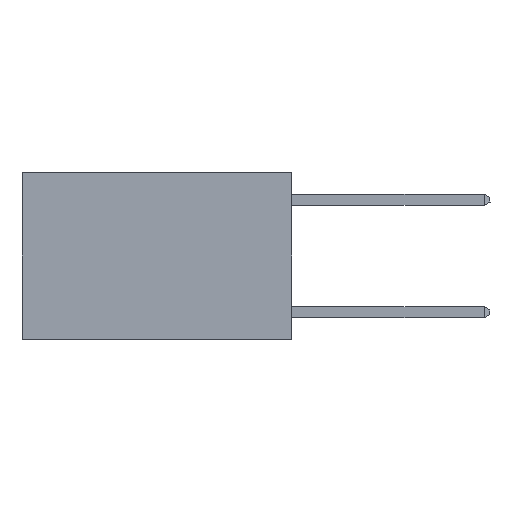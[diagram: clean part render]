
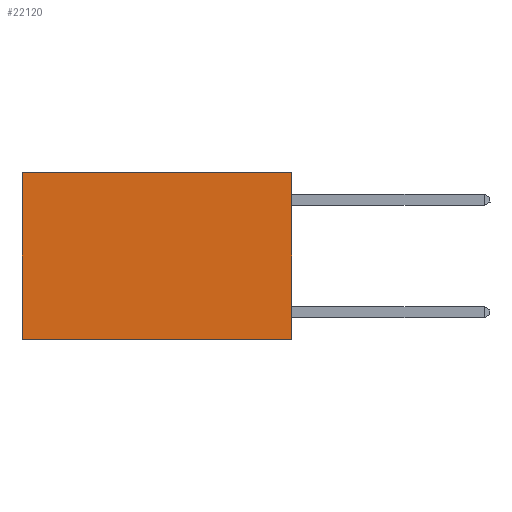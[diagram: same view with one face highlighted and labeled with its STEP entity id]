
A CAD part, left-side view. The second image highlights one B-rep face of the part: STEP entity #22120.
In plain terms, the highlighted planar face has unit normal (-1, 0, 0).
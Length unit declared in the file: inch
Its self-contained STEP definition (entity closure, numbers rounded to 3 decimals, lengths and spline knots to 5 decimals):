
#1354 = EDGE_CURVE ( 'NONE', #22654, #1992, #18063, .T. ) ;
#1992 = VERTEX_POINT ( 'NONE', #23290 ) ;
#2524 = LINE ( 'NONE', #22959, #24597 ) ;
#4132 = CARTESIAN_POINT ( 'NONE',  ( 0.2625, 0., 0. ) ) ;
#5311 = VECTOR ( 'NONE', #6100, 39.37008 ) ;
#5412 = CARTESIAN_POINT ( 'NONE',  ( 0.2625, 0., -0.37 ) ) ;
#6100 = DIRECTION ( 'NONE',  ( 0., 0., -1. ) ) ;
#6746 = VECTOR ( 'NONE', #24132, 39.37008 ) ;
#6842 = EDGE_CURVE ( 'NONE', #9429, #22654, #16315, .T. ) ;
#6949 = CARTESIAN_POINT ( 'NONE',  ( 0.2625, 0., -0.37 ) ) ;
#6963 = CARTESIAN_POINT ( 'NONE',  ( 0.2625, 0.6, 0. ) ) ;
#7069 = AXIS2_PLACEMENT_3D ( 'NONE', #13768, #16007, #22416 ) ;
#7824 = DIRECTION ( 'NONE',  ( 0., 1., 0. ) ) ;
#8260 = VERTEX_POINT ( 'NONE', #18758 ) ;
#8714 = ORIENTED_EDGE ( 'NONE', *, *, #6842, .F. ) ;
#9095 = ORIENTED_EDGE ( 'NONE', *, *, #24510, .T. ) ;
#9429 = VERTEX_POINT ( 'NONE', #16818 ) ;
#10227 = DIRECTION ( 'NONE',  ( 0., 1., 0. ) ) ;
#12058 = ORIENTED_EDGE ( 'NONE', *, *, #1354, .F. ) ;
#13768 = CARTESIAN_POINT ( 'NONE',  ( 0.2625, 0., 0. ) ) ;
#16007 = DIRECTION ( 'NONE',  ( 1., 0., 0. ) ) ;
#16315 = LINE ( 'NONE', #4132, #5311 ) ;
#16818 = CARTESIAN_POINT ( 'NONE',  ( 0.2625, 0., 0. ) ) ;
#18063 = LINE ( 'NONE', #5412, #24763 ) ;
#18515 = ORIENTED_EDGE ( 'NONE', *, *, #23770, .T. ) ;
#18758 = CARTESIAN_POINT ( 'NONE',  ( 0.2625, 0.6, 0. ) ) ;
#21384 = LINE ( 'NONE', #6963, #6746 ) ;
#22120 = ADVANCED_FACE ( 'NONE', ( #24032 ), #26412, .F. ) ;
#22416 = DIRECTION ( 'NONE',  ( 0., 0., -1. ) ) ;
#22654 = VERTEX_POINT ( 'NONE', #6949 ) ;
#22959 = CARTESIAN_POINT ( 'NONE',  ( 0.2625, 0., 0. ) ) ;
#23290 = CARTESIAN_POINT ( 'NONE',  ( 0.2625, 0.6, -0.37 ) ) ;
#23770 = EDGE_CURVE ( 'NONE', #9429, #8260, #2524, .T. ) ;
#24032 = FACE_OUTER_BOUND ( 'NONE', #24954, .T. ) ;
#24132 = DIRECTION ( 'NONE',  ( 0., 0., -1. ) ) ;
#24510 = EDGE_CURVE ( 'NONE', #8260, #1992, #21384, .T. ) ;
#24597 = VECTOR ( 'NONE', #10227, 39.37008 ) ;
#24763 = VECTOR ( 'NONE', #7824, 39.37008 ) ;
#24954 = EDGE_LOOP ( 'NONE', ( #9095, #12058, #8714, #18515 ) ) ;
#26412 = PLANE ( 'NONE',  #7069 ) ;
